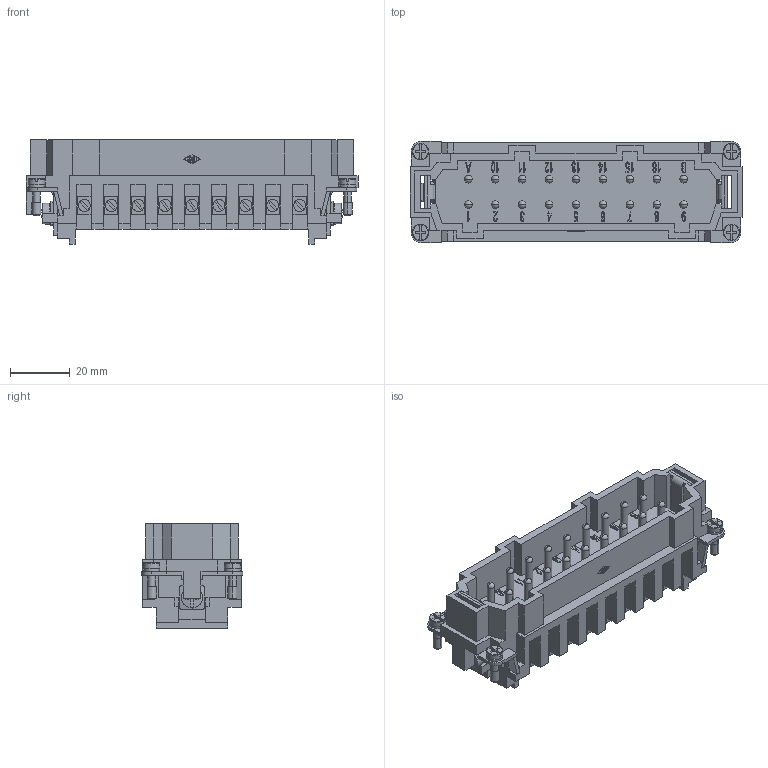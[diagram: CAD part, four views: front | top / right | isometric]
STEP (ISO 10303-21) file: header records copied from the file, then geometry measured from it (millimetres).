
FILE_DESCRIPTION(('Creo Elements/Direct Modeling STEP Export'),'2;1');
FILE_NAME('0lndrr04h45296n4928','2018-02-08T10:09:10',(''),(''),'PTC Creo Elements/Direct Modeling STEP processor for AP214 (Solid Model)','PTC Creo Elements/Direct Modeling 19.0B 21-Mar-2015 (C) Parametric Technology GmbH','');
FILE_SCHEMA(('AUTOMOTIVE_DESIGN { 1 0 10303 214 1 1 1 1 }'));
Products named in the file (1): CMEM_16_N
Bounding box: 111 x 34 x 35 mm (x, y, z)
Volume: 50212.3 mm3; surface area: 30534.4 mm2
Topology: 1 solids, 3 shells, 1717 faces, 4659 edges, 3076 vertices
Faces by surface type: plane 1133, bspline 332, cylinder 192, sphere 44, torus 8, cone 8
Entity records: 60012 total; most frequent: CARTESIAN_POINT 14058, ORIENTED_EDGE 9246, DIRECTION 6797, EDGE_CURVE 4623, VECTOR 3295, LINE 3295, VERTEX_POINT 3076, EDGE_LOOP 1901
